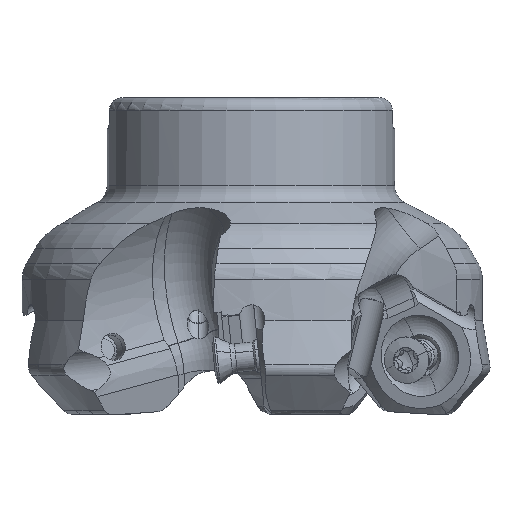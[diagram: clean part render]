
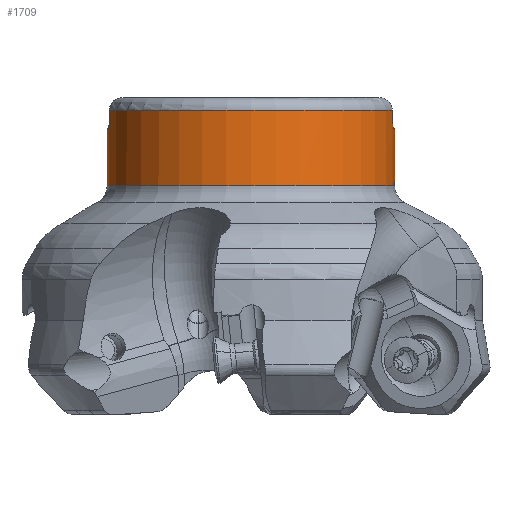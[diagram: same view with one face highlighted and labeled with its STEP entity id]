
A CAD part, left-side view. The second image highlights one B-rep face of the part: STEP entity #1709.
In plain terms, the highlighted cylindrical face has radius 22.225 mm (diameter 44.45 mm), a partial arc.
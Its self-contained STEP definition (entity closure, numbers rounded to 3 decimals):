
#464=CYLINDRICAL_SURFACE('',#11771,22.225);
#772=LINE('',#21239,#1136);
#773=LINE('',#21243,#1137);
#783=LINE('',#21372,#1147);
#784=LINE('',#21384,#1148);
#1136=VECTOR('',#13731,1.);
#1137=VECTOR('',#13734,1.);
#1147=VECTOR('',#13778,1.);
#1148=VECTOR('',#13781,1.);
#1709=ADVANCED_FACE('',(#2447),#464,.T.);
#2447=FACE_OUTER_BOUND('',#3070,.T.);
#3070=EDGE_LOOP('',(#5745,#5746,#5747,#5748,#5749,#5750,#5751,#5752,#5753,
#5754));
#3615=CIRCLE('',#11738,22.225);
#3620=CIRCLE('',#11748,22.225);
#3628=CIRCLE('',#11769,22.225);
#3629=CIRCLE('',#11770,22.225);
#5745=ORIENTED_EDGE('',*,*,#9508,.T.);
#5746=ORIENTED_EDGE('',*,*,#9509,.F.);
#5747=ORIENTED_EDGE('',*,*,#9510,.F.);
#5748=ORIENTED_EDGE('',*,*,#9474,.T.);
#5749=ORIENTED_EDGE('',*,*,#9483,.F.);
#5750=ORIENTED_EDGE('',*,*,#9511,.T.);
#5751=ORIENTED_EDGE('',*,*,#9481,.F.);
#5752=ORIENTED_EDGE('',*,*,#9462,.T.);
#5753=ORIENTED_EDGE('',*,*,#9512,.T.);
#5754=ORIENTED_EDGE('',*,*,#9513,.F.);
#8021=VERTEX_POINT('',#21194);
#8022=VERTEX_POINT('',#21196);
#8030=VERTEX_POINT('',#21221);
#8032=VERTEX_POINT('',#21224);
#8036=VERTEX_POINT('',#21240);
#8037=VERTEX_POINT('',#21242);
#8052=VERTEX_POINT('',#21370);
#8053=VERTEX_POINT('',#21371);
#8054=VERTEX_POINT('',#21373);
#8055=VERTEX_POINT('',#21383);
#9462=EDGE_CURVE('',#8022,#8021,#3615,.T.);
#9474=EDGE_CURVE('',#8032,#8030,#3620,.T.);
#9481=EDGE_CURVE('',#8022,#8036,#772,.T.);
#9483=EDGE_CURVE('',#8037,#8030,#773,.T.);
#9508=EDGE_CURVE('',#8052,#8053,#3628,.T.);
#9509=EDGE_CURVE('',#8054,#8053,#783,.T.);
#9510=EDGE_CURVE('',#8032,#8054,#10734,.T.);
#9511=EDGE_CURVE('',#8037,#8036,#3629,.T.);
#9512=EDGE_CURVE('',#8021,#8055,#10735,.T.);
#9513=EDGE_CURVE('',#8052,#8055,#784,.T.);
#10734=B_SPLINE_CURVE_WITH_KNOTS('',3,(#21374,#21375,#21376,#21377),
 .UNSPECIFIED.,.F.,.F.,(4,4),(0.,1.),.UNSPECIFIED.);
#10735=B_SPLINE_CURVE_WITH_KNOTS('',3,(#21379,#21380,#21381,#21382),
 .UNSPECIFIED.,.F.,.F.,(4,4),(0.,1.),.UNSPECIFIED.);
#11738=AXIS2_PLACEMENT_3D('',#21195,#13695,#13696);
#11748=AXIS2_PLACEMENT_3D('',#21223,#13719,#13720);
#11769=AXIS2_PLACEMENT_3D('',#21369,#13776,#13777);
#11770=AXIS2_PLACEMENT_3D('',#21378,#13779,#13780);
#11771=AXIS2_PLACEMENT_3D('',#21385,#13782,#13783);
#13695=DIRECTION('',(0.,0.,-1.));
#13696=DIRECTION('',(0.,-1.,0.));
#13719=DIRECTION('',(0.,0.,-1.));
#13720=DIRECTION('',(-0.134,0.991,0.));
#13731=DIRECTION('',(0.,0.,-1.));
#13734=DIRECTION('',(0.,0.,1.));
#13776=DIRECTION('',(0.,0.,-1.));
#13777=DIRECTION('',(-0.179,-0.984,0.));
#13778=DIRECTION('',(0.,0.,1.));
#13779=DIRECTION('',(0.,0.,1.));
#13780=DIRECTION('',(0.,1.,0.));
#13781=DIRECTION('',(0.,0.,-1.));
#13782=DIRECTION('',(0.,0.,-1.));
#13783=DIRECTION('',(0.,-1.,0.));
#21194=CARTESIAN_POINT('',(-2.97,-22.026,-4.76));
#21195=CARTESIAN_POINT('',(0.,0.,-4.76));
#21196=CARTESIAN_POINT('',(0.,-22.225,-4.76));
#21221=CARTESIAN_POINT('',(0.,22.225,-4.76));
#21223=CARTESIAN_POINT('',(0.,0.,-4.76));
#21224=CARTESIAN_POINT('',(-2.97,22.026,-4.76));
#21239=CARTESIAN_POINT('',(0.,-22.225,-4.76));
#21240=CARTESIAN_POINT('',(0.,-22.225,-13.621));
#21242=CARTESIAN_POINT('',(0.,22.225,-13.621));
#21243=CARTESIAN_POINT('',(0.,22.225,-13.621));
#21369=CARTESIAN_POINT('',(0.,0.,-2.));
#21370=CARTESIAN_POINT('',(-3.97,-21.868,-2.));
#21371=CARTESIAN_POINT('',(-3.97,21.868,-2.));
#21372=CARTESIAN_POINT('',(-3.97,21.868,-3.76));
#21373=CARTESIAN_POINT('',(-3.97,21.868,-3.76));
#21374=CARTESIAN_POINT('',(-2.97,22.026,-4.76));
#21375=CARTESIAN_POINT('',(-3.304,21.981,-4.426));
#21376=CARTESIAN_POINT('',(-3.637,21.928,-4.093));
#21377=CARTESIAN_POINT('',(-3.97,21.868,-3.76));
#21378=CARTESIAN_POINT('',(0.,0.,-13.621));
#21379=CARTESIAN_POINT('',(-2.97,-22.026,-4.76));
#21380=CARTESIAN_POINT('',(-3.304,-21.981,-4.426));
#21381=CARTESIAN_POINT('',(-3.637,-21.928,-4.093));
#21382=CARTESIAN_POINT('',(-3.97,-21.868,-3.76));
#21383=CARTESIAN_POINT('',(-3.97,-21.868,-3.76));
#21384=CARTESIAN_POINT('',(-3.97,-21.868,-2.));
#21385=CARTESIAN_POINT('',(0.,0.,-1.768));
